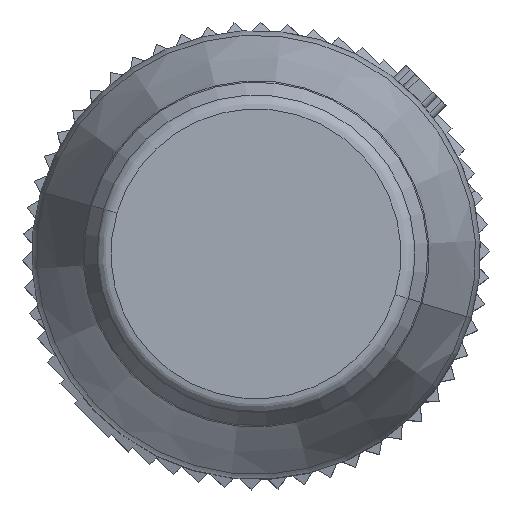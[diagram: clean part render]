
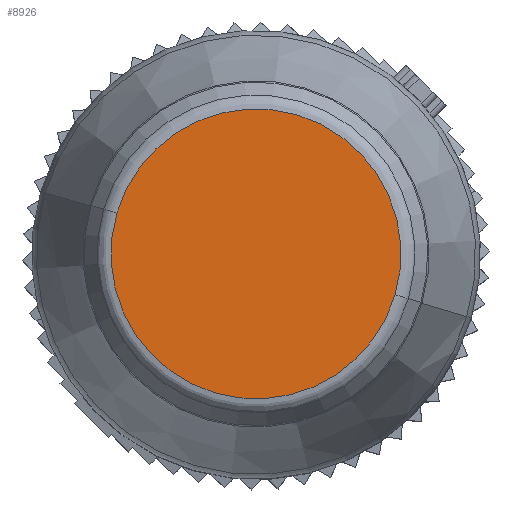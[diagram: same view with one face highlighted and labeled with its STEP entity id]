
A CAD part, top view. The second image highlights one B-rep face of the part: STEP entity #8926.
In plain terms, the highlighted planar face has unit normal (0, 0, 1).
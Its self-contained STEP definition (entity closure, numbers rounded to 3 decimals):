
#8879=AXIS2_PLACEMENT_3D('Circle Axis2P3D',#8877,#8878,$) ;
#8906=AXIS2_PLACEMENT_3D('Circle Axis2P3D',#8904,#8905,$) ;
#8920=AXIS2_PLACEMENT_3D('Plane Axis2P3D',#8917,#8918,#8919) ;
#8877=CARTESIAN_POINT('Axis2P3D Location',(7.298,7.298,47.2)) ;
#8881=CARTESIAN_POINT('Vertex',(2.958,8.571,47.2)) ;
#8883=CARTESIAN_POINT('Vertex',(11.638,6.025,47.2)) ;
#8904=CARTESIAN_POINT('Axis2P3D Location',(7.298,7.298,47.2)) ;
#8917=CARTESIAN_POINT('Axis2P3D Location',(10.496,4.1,47.2)) ;
#8878=DIRECTION('Axis2P3D Direction',(0.,0.,1.)) ;
#8905=DIRECTION('Axis2P3D Direction',(0.,0.,1.)) ;
#8918=DIRECTION('Axis2P3D Direction',(0.,0.,1.)) ;
#8919=DIRECTION('Axis2P3D XDirection',(0.707,0.707,0.)) ;
#8923=ORIENTED_EDGE('',*,*,#8908,.T.) ;
#8924=ORIENTED_EDGE('',*,*,#8885,.T.) ;
#8926=ADVANCED_FACE('Hauptk\X2\00F6\X0\rper',(#8925),#8921,.T.) ;
#8880=CIRCLE('generated circle',#8879,4.523) ;
#8907=CIRCLE('generated circle',#8906,4.523) ;
#8885=EDGE_CURVE('',#8882,#8884,#8880,.T.) ;
#8908=EDGE_CURVE('',#8884,#8882,#8907,.T.) ;
#8922=EDGE_LOOP('',(#8923,#8924)) ;
#8925=FACE_OUTER_BOUND('',#8922,.T.) ;
#8921=PLANE('',#8920) ;
#8882=VERTEX_POINT('',#8881) ;
#8884=VERTEX_POINT('',#8883) ;
